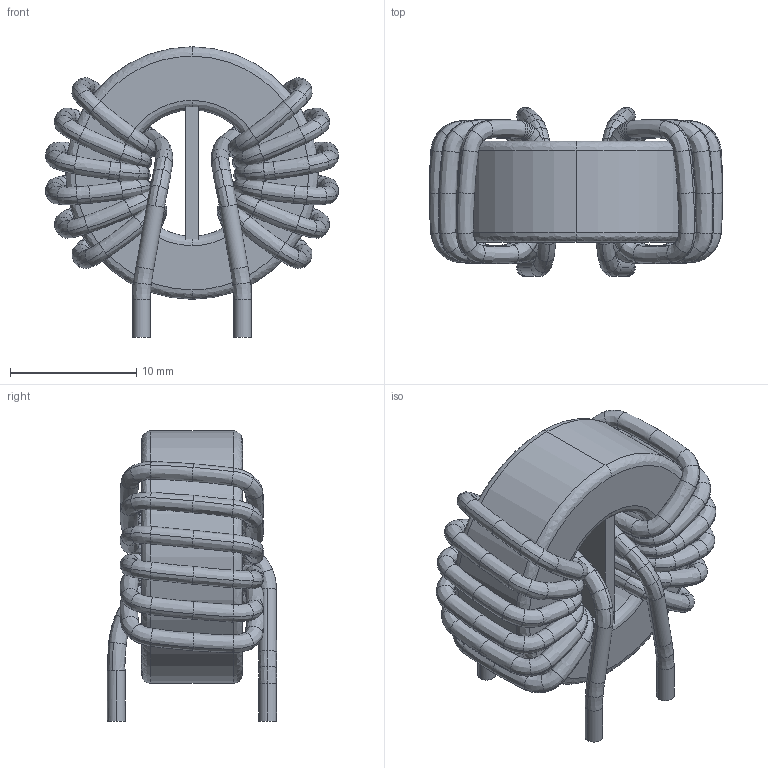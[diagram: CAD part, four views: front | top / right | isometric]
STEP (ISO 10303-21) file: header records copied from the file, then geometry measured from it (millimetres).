
FILE_DESCRIPTION (( 'STEP AP214' ), '1' );
FILE_NAME ('User Library-IND_A5005.STEP', '2011-04-13T20:20:36', ( 'sysAdmin' ), ( 'SolidWorks' ), 'SwSTEP 2.0', 'SolidWorks 2011', '' );
FILE_SCHEMA (( 'AUTOMOTIVE_DESIGN' ));
Length unit declared in the file: millimetre
Products named in the file (1): User Library-IND_A5005
Bounding box: 23.21 x 13.4 x 23 mm (x, y, z)
Volume: 2612.6 mm3; surface area: 3275.1 mm2
Topology: 4 solids, 4 shells, 428 faces, 1208 edges, 788 vertices
Faces by surface type: bspline 400, cylinder 16, plane 12
Entity records: 23983 total; most frequent: CARTESIAN_POINT 8609, DIRECTION 2430, ORIENTED_EDGE 2416, EDGE_CURVE 1208, AXIS2_PLACEMENT_3D 1201, CIRCLE 1172, VERTEX_POINT 788, UNCERTAINTY_MEASURE_WITH_UNIT 434
